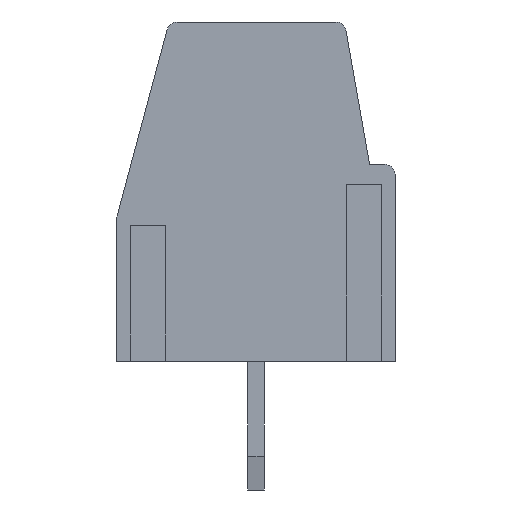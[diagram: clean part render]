
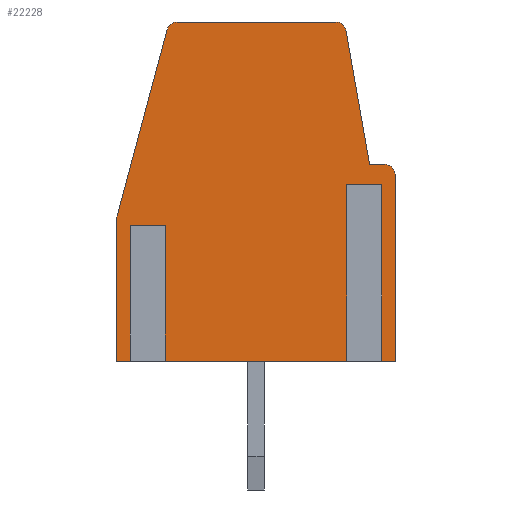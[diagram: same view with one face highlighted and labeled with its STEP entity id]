
A CAD part, left-side view. The second image highlights one B-rep face of the part: STEP entity #22228.
In plain terms, the highlighted planar face has unit normal (-1, 0, 0).
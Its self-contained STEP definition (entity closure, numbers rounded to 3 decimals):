
#17494 = EDGE_CURVE('',#17495,#17497,#17499,.T.);
#17495 = VERTEX_POINT('',#17496);
#17496 = CARTESIAN_POINT('',(-60.959,2.336,10.014));
#17497 = VERTEX_POINT('',#17498);
#17498 = CARTESIAN_POINT('',(-60.959,-2.351,10.014));
#17499 = LINE('',#17500,#17501);
#17500 = CARTESIAN_POINT('',(-60.959,-4.093,10.014));
#17501 = VECTOR('',#17502,1.);
#17502 = DIRECTION('',(0.,-1.,0.));
#22228 = ADVANCED_FACE('',(#22229),#22369,.F.);
#22229 = FACE_BOUND('',#22230,.T.);
#22230 = EDGE_LOOP('',(#22231,#22241,#22249,#22257,#22265,#22273,#22282,
    #22290,#22298,#22305,#22306,#22315,#22323,#22331,#22339,#22347,
    #22355,#22363));
#22231 = ORIENTED_EDGE('',*,*,#22232,.F.);
#22232 = EDGE_CURVE('',#22233,#22235,#22237,.T.);
#22233 = VERTEX_POINT('',#22234);
#22234 = CARTESIAN_POINT('',(-60.959,-2.881,5.214));
#22235 = VERTEX_POINT('',#22236);
#22236 = CARTESIAN_POINT('',(-60.959,-2.881,0.014));
#22237 = LINE('',#22238,#22239);
#22238 = CARTESIAN_POINT('',(-60.959,-2.881,5.814));
#22239 = VECTOR('',#22240,1.);
#22240 = DIRECTION('',(0.,0.,-1.));
#22241 = ORIENTED_EDGE('',*,*,#22242,.F.);
#22242 = EDGE_CURVE('',#22243,#22233,#22245,.T.);
#22243 = VERTEX_POINT('',#22244);
#22244 = CARTESIAN_POINT('',(-60.959,-3.481,5.214));
#22245 = LINE('',#22246,#22247);
#22246 = CARTESIAN_POINT('',(-60.959,-4.093,5.214));
#22247 = VECTOR('',#22248,1.);
#22248 = DIRECTION('',(0.,1.,0.));
#22249 = ORIENTED_EDGE('',*,*,#22250,.F.);
#22250 = EDGE_CURVE('',#22251,#22243,#22253,.T.);
#22251 = VERTEX_POINT('',#22252);
#22252 = CARTESIAN_POINT('',(-60.959,-3.481,0.014));
#22253 = LINE('',#22254,#22255);
#22254 = CARTESIAN_POINT('',(-60.959,-3.481,5.814));
#22255 = VECTOR('',#22256,1.);
#22256 = DIRECTION('',(0.,0.,1.));
#22257 = ORIENTED_EDGE('',*,*,#22258,.F.);
#22258 = EDGE_CURVE('',#22259,#22251,#22261,.T.);
#22259 = VERTEX_POINT('',#22260);
#22260 = CARTESIAN_POINT('',(-60.959,-4.093,0.014));
#22261 = LINE('',#22262,#22263);
#22262 = CARTESIAN_POINT('',(-60.959,-4.093,0.014));
#22263 = VECTOR('',#22264,1.);
#22264 = DIRECTION('',(0.,1.,0.));
#22265 = ORIENTED_EDGE('',*,*,#22266,.F.);
#22266 = EDGE_CURVE('',#22267,#22259,#22269,.T.);
#22267 = VERTEX_POINT('',#22268);
#22268 = CARTESIAN_POINT('',(-60.959,-4.093,5.514));
#22269 = LINE('',#22270,#22271);
#22270 = CARTESIAN_POINT('',(-60.959,-4.093,5.814));
#22271 = VECTOR('',#22272,1.);
#22272 = DIRECTION('',(0.,0.,-1.));
#22273 = ORIENTED_EDGE('',*,*,#22274,.F.);
#22274 = EDGE_CURVE('',#22275,#22267,#22277,.T.);
#22275 = VERTEX_POINT('',#22276);
#22276 = CARTESIAN_POINT('',(-60.959,-3.793,5.814));
#22277 = CIRCLE('',#22278,0.3);
#22278 = AXIS2_PLACEMENT_3D('',#22279,#22280,#22281);
#22279 = CARTESIAN_POINT('',(-60.959,-3.793,5.514));
#22280 = DIRECTION('',(1.,0.,0.));
#22281 = DIRECTION('',(0.,1.,0.));
#22282 = ORIENTED_EDGE('',*,*,#22283,.F.);
#22283 = EDGE_CURVE('',#22284,#22275,#22286,.T.);
#22284 = VERTEX_POINT('',#22285);
#22285 = CARTESIAN_POINT('',(-60.959,-3.343,5.814));
#22286 = LINE('',#22287,#22288);
#22287 = CARTESIAN_POINT('',(-60.959,-3.343,5.814));
#22288 = VECTOR('',#22289,1.);
#22289 = DIRECTION('',(0.,-1.,0.));
#22290 = ORIENTED_EDGE('',*,*,#22291,.F.);
#22291 = EDGE_CURVE('',#22292,#22284,#22294,.T.);
#22292 = VERTEX_POINT('',#22293);
#22293 = CARTESIAN_POINT('',(-60.959,-2.646,9.766));
#22294 = LINE('',#22295,#22296);
#22295 = CARTESIAN_POINT('',(-60.959,-2.646,9.766));
#22296 = VECTOR('',#22297,1.);
#22297 = DIRECTION('',(0.,-0.174,-0.985));
#22298 = ORIENTED_EDGE('',*,*,#22299,.F.);
#22299 = EDGE_CURVE('',#17497,#22292,#22300,.T.);
#22300 = CIRCLE('',#22301,0.3);
#22301 = AXIS2_PLACEMENT_3D('',#22302,#22303,#22304);
#22302 = CARTESIAN_POINT('',(-60.959,-2.351,9.714));
#22303 = DIRECTION('',(1.,0.,0.));
#22304 = DIRECTION('',(0.,1.,0.));
#22305 = ORIENTED_EDGE('',*,*,#17494,.F.);
#22306 = ORIENTED_EDGE('',*,*,#22307,.F.);
#22307 = EDGE_CURVE('',#22308,#17495,#22310,.T.);
#22308 = VERTEX_POINT('',#22309);
#22309 = CARTESIAN_POINT('',(-60.959,2.626,9.792));
#22310 = CIRCLE('',#22311,0.3);
#22311 = AXIS2_PLACEMENT_3D('',#22312,#22313,#22314);
#22312 = CARTESIAN_POINT('',(-60.959,2.336,9.714));
#22313 = DIRECTION('',(1.,0.,0.));
#22314 = DIRECTION('',(0.,1.,0.));
#22315 = ORIENTED_EDGE('',*,*,#22316,.F.);
#22316 = EDGE_CURVE('',#22317,#22308,#22319,.T.);
#22317 = VERTEX_POINT('',#22318);
#22318 = CARTESIAN_POINT('',(-60.959,4.107,4.264));
#22319 = LINE('',#22320,#22321);
#22320 = CARTESIAN_POINT('',(-60.959,4.107,4.264));
#22321 = VECTOR('',#22322,1.);
#22322 = DIRECTION('',(0.,-0.259,0.966));
#22323 = ORIENTED_EDGE('',*,*,#22324,.F.);
#22324 = EDGE_CURVE('',#22325,#22317,#22327,.T.);
#22325 = VERTEX_POINT('',#22326);
#22326 = CARTESIAN_POINT('',(-60.959,4.107,0.014));
#22327 = LINE('',#22328,#22329);
#22328 = CARTESIAN_POINT('',(-60.959,4.107,0.014));
#22329 = VECTOR('',#22330,1.);
#22330 = DIRECTION('',(0.,0.,1.));
#22331 = ORIENTED_EDGE('',*,*,#22332,.F.);
#22332 = EDGE_CURVE('',#22333,#22325,#22335,.T.);
#22333 = VERTEX_POINT('',#22334);
#22334 = CARTESIAN_POINT('',(-60.959,3.494,0.014));
#22335 = LINE('',#22336,#22337);
#22336 = CARTESIAN_POINT('',(-60.959,-4.093,0.014));
#22337 = VECTOR('',#22338,1.);
#22338 = DIRECTION('',(0.,1.,0.));
#22339 = ORIENTED_EDGE('',*,*,#22340,.F.);
#22340 = EDGE_CURVE('',#22341,#22333,#22343,.T.);
#22341 = VERTEX_POINT('',#22342);
#22342 = CARTESIAN_POINT('',(-60.959,3.494,4.014));
#22343 = LINE('',#22344,#22345);
#22344 = CARTESIAN_POINT('',(-60.959,3.494,5.814));
#22345 = VECTOR('',#22346,1.);
#22346 = DIRECTION('',(0.,0.,-1.));
#22347 = ORIENTED_EDGE('',*,*,#22348,.F.);
#22348 = EDGE_CURVE('',#22349,#22341,#22351,.T.);
#22349 = VERTEX_POINT('',#22350);
#22350 = CARTESIAN_POINT('',(-60.959,2.894,4.014));
#22351 = LINE('',#22352,#22353);
#22352 = CARTESIAN_POINT('',(-60.959,-4.093,4.014));
#22353 = VECTOR('',#22354,1.);
#22354 = DIRECTION('',(0.,1.,0.));
#22355 = ORIENTED_EDGE('',*,*,#22356,.F.);
#22356 = EDGE_CURVE('',#22357,#22349,#22359,.T.);
#22357 = VERTEX_POINT('',#22358);
#22358 = CARTESIAN_POINT('',(-60.959,2.894,0.014));
#22359 = LINE('',#22360,#22361);
#22360 = CARTESIAN_POINT('',(-60.959,2.894,5.814));
#22361 = VECTOR('',#22362,1.);
#22362 = DIRECTION('',(0.,0.,1.));
#22363 = ORIENTED_EDGE('',*,*,#22364,.F.);
#22364 = EDGE_CURVE('',#22235,#22357,#22365,.T.);
#22365 = LINE('',#22366,#22367);
#22366 = CARTESIAN_POINT('',(-60.959,-4.093,0.014));
#22367 = VECTOR('',#22368,1.);
#22368 = DIRECTION('',(0.,1.,0.));
#22369 = PLANE('',#22370);
#22370 = AXIS2_PLACEMENT_3D('',#22371,#22372,#22373);
#22371 = CARTESIAN_POINT('',(-60.959,-4.093,5.814));
#22372 = DIRECTION('',(1.,0.,0.));
#22373 = DIRECTION('',(0.,1.,0.));
